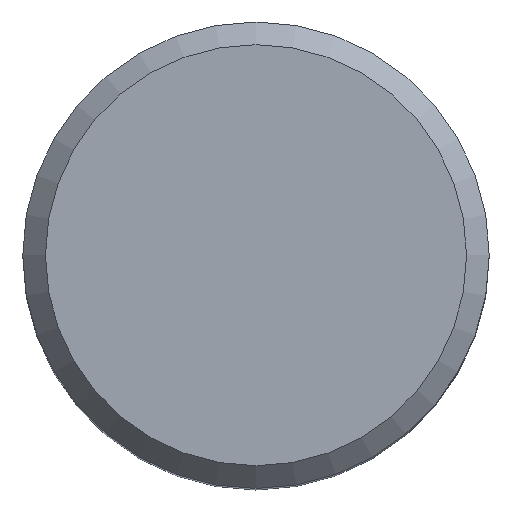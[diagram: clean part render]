
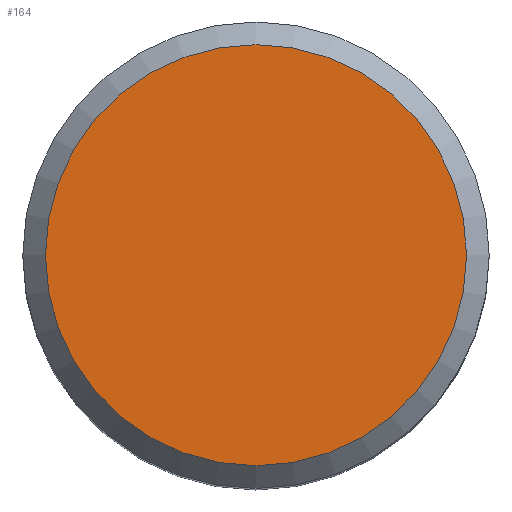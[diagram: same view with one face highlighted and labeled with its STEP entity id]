
A CAD part, top view. The second image highlights one B-rep face of the part: STEP entity #164.
In plain terms, the highlighted planar face has unit normal (0, 0, 1).
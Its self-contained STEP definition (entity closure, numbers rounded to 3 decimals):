
#150=PLANE('',#493);
#152=FACE_OUTER_BOUND('',#230,.T.);
#164=ADVANCED_FACE('',(#152),#150,.T.);
#230=EDGE_LOOP('',(#270));
#270=ORIENTED_EDGE('',*,*,#329,.T.);
#308=VERTEX_POINT('',#641);
#329=EDGE_CURVE('',#308,#308,#349,.T.);
#349=CIRCLE('',#492,14.5);
#492=AXIS2_PLACEMENT_3D('',#640,#552,#553);
#493=AXIS2_PLACEMENT_3D('',#642,#554,#555);
#552=DIRECTION('',(0.,0.,1.));
#553=DIRECTION('',(1.,0.,0.));
#554=DIRECTION('',(0.,0.,1.));
#555=DIRECTION('',(1.,0.,0.));
#640=CARTESIAN_POINT('',(0.,0.,0.));
#641=CARTESIAN_POINT('',(14.5,0.,0.));
#642=CARTESIAN_POINT('',(0.,0.,0.));
